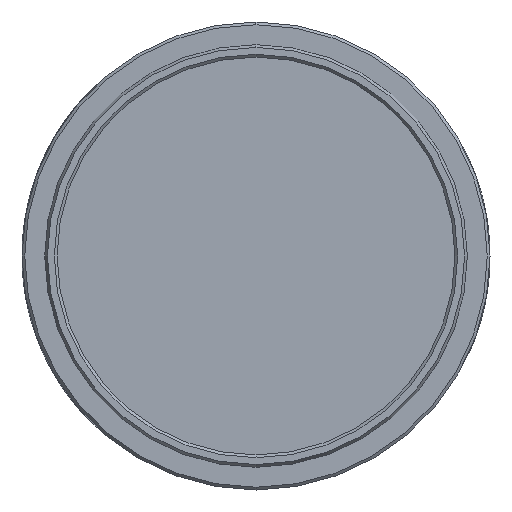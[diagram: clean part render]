
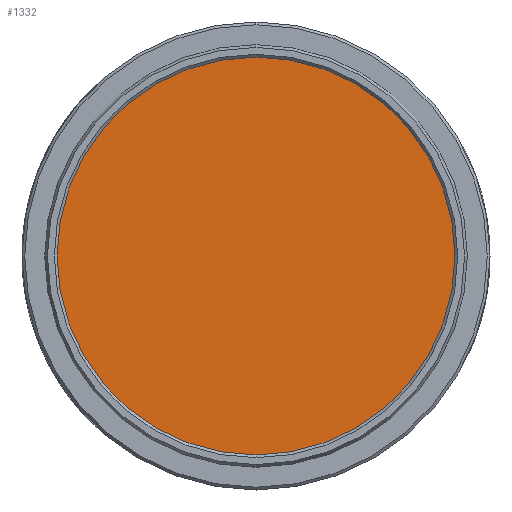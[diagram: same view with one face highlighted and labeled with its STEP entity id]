
A CAD part, left-side view. The second image highlights one B-rep face of the part: STEP entity #1332.
In plain terms, the highlighted planar face has unit normal (-1, 0, 0).
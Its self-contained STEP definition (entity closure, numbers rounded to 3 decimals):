
#210 = AXIS2_PLACEMENT_3D ( 'NONE', #6330, #9246, #12072 ) ;
#1332 = ADVANCED_FACE ( 'NONE', ( #17394 ), #9054, .F. ) ;
#1893 = VERTEX_POINT ( 'NONE', #13687 ) ;
#4697 = CARTESIAN_POINT ( 'NONE',  ( 5.285, 20.41, 56.808 ) ) ;
#4718 = DIRECTION ( 'NONE',  ( 0., 0., -1. ) ) ;
#4769 = DIRECTION ( 'NONE',  ( -1., 0., 0. ) ) ;
#5716 = EDGE_CURVE ( 'NONE', #1893, #10175, #5910, .T. ) ;
#5910 = CIRCLE ( 'NONE', #11105, 18.85 ) ;
#6330 = CARTESIAN_POINT ( 'NONE',  ( 5.285, 20.41, 37.958 ) ) ;
#6420 = DIRECTION ( 'NONE',  ( -1., 0., 0. ) ) ;
#7344 = EDGE_CURVE ( 'NONE', #10175, #1893, #12286, .T. ) ;
#7863 = DIRECTION ( 'NONE',  ( 0., 0., -1. ) ) ;
#9054 = PLANE ( 'NONE',  #210 ) ;
#9246 = DIRECTION ( 'NONE',  ( 1., 0., 0. ) ) ;
#10074 = ORIENTED_EDGE ( 'NONE', *, *, #7344, .T. ) ;
#10175 = VERTEX_POINT ( 'NONE', #4697 ) ;
#11105 = AXIS2_PLACEMENT_3D ( 'NONE', #11616, #4769, #4718 ) ;
#11616 = CARTESIAN_POINT ( 'NONE',  ( 5.285, 20.41, 37.958 ) ) ;
#12072 = DIRECTION ( 'NONE',  ( 0., 0., -1. ) ) ;
#12286 = CIRCLE ( 'NONE', #14445, 18.85 ) ;
#13687 = CARTESIAN_POINT ( 'NONE',  ( 5.285, 20.41, 19.108 ) ) ;
#13873 = ORIENTED_EDGE ( 'NONE', *, *, #5716, .T. ) ;
#14445 = AXIS2_PLACEMENT_3D ( 'NONE', #17385, #6420, #7863 ) ;
#17287 = EDGE_LOOP ( 'NONE', ( #13873, #10074 ) ) ;
#17385 = CARTESIAN_POINT ( 'NONE',  ( 5.285, 20.41, 37.958 ) ) ;
#17394 = FACE_OUTER_BOUND ( 'NONE', #17287, .T. ) ;
